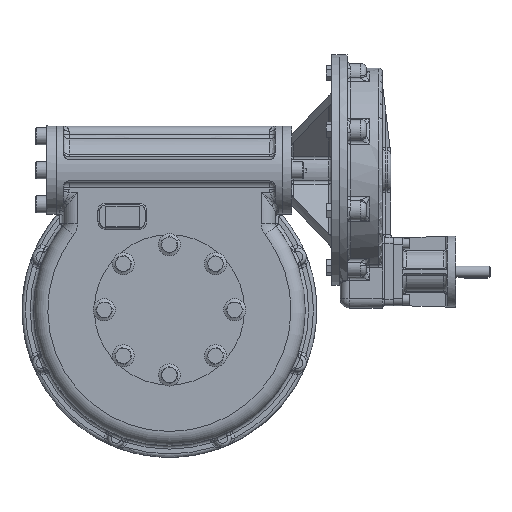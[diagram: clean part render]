
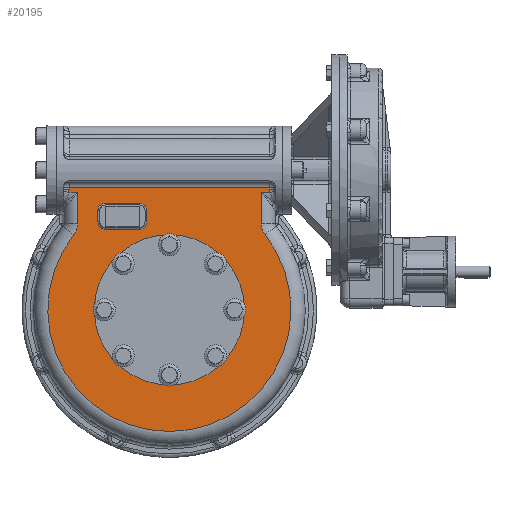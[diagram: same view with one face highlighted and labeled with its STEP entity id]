
A CAD part, top view. The second image highlights one B-rep face of the part: STEP entity #20195.
In plain terms, the highlighted planar face has unit normal (0, 0, 1).
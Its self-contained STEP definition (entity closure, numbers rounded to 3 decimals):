
#716=B_SPLINE_CURVE_WITH_KNOTS('',3,(#48071,#48072,#48073,#48074),
 .UNSPECIFIED.,.F.,.F.,(4,4),(0.,0.006),.UNSPECIFIED.);
#717=B_SPLINE_CURVE_WITH_KNOTS('',3,(#48141,#48142,#48143,#48144),
 .UNSPECIFIED.,.F.,.F.,(4,4),(0.,0.006),.UNSPECIFIED.);
#1639=LINE('',#48080,#2438);
#1642=LINE('',#48091,#2441);
#1644=LINE('',#48101,#2443);
#1645=LINE('',#48230,#2444);
#1648=LINE('',#48252,#2447);
#1649=LINE('',#48257,#2448);
#1651=LINE('',#48272,#2450);
#1675=LINE('',#50981,#2474);
#1676=LINE('',#50982,#2475);
#1677=LINE('',#50990,#2476);
#1678=LINE('',#50991,#2477);
#2438=VECTOR('',#26377,1000.);
#2441=VECTOR('',#26390,1000.);
#2443=VECTOR('',#26402,1000.);
#2444=VECTOR('',#26413,1000.);
#2447=VECTOR('',#26438,1000.);
#2448=VECTOR('',#26443,1000.);
#2450=VECTOR('',#26463,1000.);
#2474=VECTOR('',#26607,1000.);
#2475=VECTOR('',#26608,1000.);
#2476=VECTOR('',#26615,1000.);
#2477=VECTOR('',#26616,1000.);
#2925=PLANE('',#22255);
#6988=ORIENTED_EDGE('',*,*,#9808,.T.);
#6989=ORIENTED_EDGE('',*,*,#10231,.T.);
#6990=ORIENTED_EDGE('',*,*,#10226,.T.);
#6991=ORIENTED_EDGE('',*,*,#10233,.T.);
#6992=ORIENTED_EDGE('',*,*,#10239,.T.);
#6993=ORIENTED_EDGE('',*,*,#10245,.T.);
#6994=ORIENTED_EDGE('',*,*,#10247,.T.);
#6995=ORIENTED_EDGE('',*,*,#10243,.T.);
#6996=ORIENTED_EDGE('',*,*,#10237,.T.);
#6997=ORIENTED_EDGE('',*,*,#10219,.T.);
#6998=ORIENTED_EDGE('',*,*,#10221,.T.);
#6999=ORIENTED_EDGE('',*,*,#10342,.T.);
#7000=ORIENTED_EDGE('',*,*,#10343,.T.);
#7001=ORIENTED_EDGE('',*,*,#10344,.T.);
#7002=ORIENTED_EDGE('',*,*,#10345,.T.);
#7003=ORIENTED_EDGE('',*,*,#10346,.T.);
#7004=ORIENTED_EDGE('',*,*,#10347,.T.);
#7005=ORIENTED_EDGE('',*,*,#10348,.T.);
#7006=ORIENTED_EDGE('',*,*,#10205,.T.);
#7007=ORIENTED_EDGE('',*,*,#10208,.T.);
#7008=ORIENTED_EDGE('',*,*,#10214,.T.);
#9808=EDGE_CURVE('',#11952,#11952,#13343,.F.);
#10205=EDGE_CURVE('',#12183,#12186,#716,.T.);
#10208=EDGE_CURVE('',#12186,#12188,#1639,.T.);
#10214=EDGE_CURVE('',#12188,#12191,#1642,.F.);
#10219=EDGE_CURVE('',#12191,#12194,#1644,.T.);
#10221=EDGE_CURVE('',#12194,#12196,#717,.T.);
#10226=EDGE_CURVE('',#12200,#12199,#1645,.F.);
#10231=EDGE_CURVE('',#12202,#12200,#13601,.F.);
#10233=EDGE_CURVE('',#12199,#12205,#13603,.F.);
#10237=EDGE_CURVE('',#12206,#12202,#1648,.F.);
#10239=EDGE_CURVE('',#12205,#12209,#1649,.F.);
#10243=EDGE_CURVE('',#12210,#12206,#13609,.F.);
#10245=EDGE_CURVE('',#12209,#12213,#13611,.F.);
#10247=EDGE_CURVE('',#12213,#12210,#1651,.F.);
#10342=EDGE_CURVE('',#12196,#12155,#1675,.T.);
#10343=EDGE_CURVE('',#12155,#12261,#1676,.F.);
#10344=EDGE_CURVE('',#12261,#12262,#13639,.F.);
#10345=EDGE_CURVE('',#12262,#12263,#13640,.T.);
#10346=EDGE_CURVE('',#12263,#12264,#13641,.F.);
#10347=EDGE_CURVE('',#12264,#12127,#1677,.F.);
#10348=EDGE_CURVE('',#12127,#12183,#1678,.F.);
#11952=VERTEX_POINT('',#43188);
#12127=VERTEX_POINT('',#47031);
#12155=VERTEX_POINT('',#47765);
#12183=VERTEX_POINT('',#48021);
#12186=VERTEX_POINT('',#48070);
#12188=VERTEX_POINT('',#48079);
#12191=VERTEX_POINT('',#48090);
#12194=VERTEX_POINT('',#48100);
#12196=VERTEX_POINT('',#48140);
#12199=VERTEX_POINT('',#48229);
#12200=VERTEX_POINT('',#48231);
#12202=VERTEX_POINT('',#48237);
#12205=VERTEX_POINT('',#48244);
#12206=VERTEX_POINT('',#48249);
#12209=VERTEX_POINT('',#48256);
#12210=VERTEX_POINT('',#48261);
#12213=VERTEX_POINT('',#48268);
#12261=VERTEX_POINT('',#50983);
#12262=VERTEX_POINT('',#50985);
#12263=VERTEX_POINT('',#50987);
#12264=VERTEX_POINT('',#50989);
#13343=CIRCLE('',#21796,131.25);
#13601=CIRCLE('',#22178,13.);
#13603=CIRCLE('',#22181,13.);
#13609=CIRCLE('',#22190,13.);
#13611=CIRCLE('',#22193,13.);
#13639=CIRCLE('',#22256,31.);
#13640=CIRCLE('',#22257,214.5);
#13641=CIRCLE('',#22258,31.);
#14788=EDGE_LOOP('',(#6988));
#14789=EDGE_LOOP('',(#6989,#6990,#6991,#6992,#6993,#6994,#6995,#6996));
#14790=EDGE_LOOP('',(#6997,#6998,#6999,#7000,#7001,#7002,#7003,#7004,#7005,
#7006,#7007,#7008));
#16130=FACE_BOUND('',#14788,.T.);
#16131=FACE_BOUND('',#14789,.T.);
#16132=FACE_BOUND('',#14790,.T.);
#20195=ADVANCED_FACE('',(#16130,#16131,#16132),#2925,.T.);
#21796=AXIS2_PLACEMENT_3D('',#43187,#25616,#25617);
#22178=AXIS2_PLACEMENT_3D('',#48240,#26423,#26424);
#22181=AXIS2_PLACEMENT_3D('',#48245,#26429,#26430);
#22190=AXIS2_PLACEMENT_3D('',#48264,#26451,#26452);
#22193=AXIS2_PLACEMENT_3D('',#48269,#26457,#26458);
#22255=AXIS2_PLACEMENT_3D('',#50980,#26605,#26606);
#22256=AXIS2_PLACEMENT_3D('',#50984,#26609,#26610);
#22257=AXIS2_PLACEMENT_3D('',#50986,#26611,#26612);
#22258=AXIS2_PLACEMENT_3D('',#50988,#26613,#26614);
#25616=DIRECTION('',(0.,0.,1.));
#25617=DIRECTION('',(1.,0.,0.));
#26377=DIRECTION('',(0.,1.,0.));
#26390=DIRECTION('',(1.,0.,0.));
#26402=DIRECTION('',(0.,-1.,0.));
#26413=DIRECTION('',(-1.,0.,0.));
#26423=DIRECTION('',(0.,0.,1.));
#26424=DIRECTION('',(1.,0.,0.));
#26429=DIRECTION('',(0.,0.,1.));
#26430=DIRECTION('',(1.,0.,0.));
#26438=DIRECTION('',(0.,-1.,0.));
#26443=DIRECTION('',(0.,1.,0.));
#26451=DIRECTION('',(0.,0.,1.));
#26452=DIRECTION('',(1.,0.,0.));
#26457=DIRECTION('',(0.,0.,1.));
#26458=DIRECTION('',(1.,0.,0.));
#26463=DIRECTION('',(1.,0.,0.));
#26605=DIRECTION('',(0.,0.,1.));
#26606=DIRECTION('',(1.,0.,0.));
#26607=DIRECTION('',(1.,0.,0.));
#26608=DIRECTION('',(0.,1.,0.));
#26609=DIRECTION('',(0.,0.,1.));
#26610=DIRECTION('',(1.,0.,0.));
#26611=DIRECTION('',(0.,0.,1.));
#26612=DIRECTION('',(1.,0.,0.));
#26613=DIRECTION('',(0.,0.,1.));
#26614=DIRECTION('',(1.,0.,0.));
#26615=DIRECTION('',(0.,-1.,0.));
#26616=DIRECTION('',(-1.,0.,0.));
#43187=CARTESIAN_POINT('',(0.,0.,60.));
#43188=CARTESIAN_POINT('',(131.25,0.,60.));
#47031=CARTESIAN_POINT('',(162.,207.249,60.));
#47765=CARTESIAN_POINT('',(-162.,207.249,60.));
#48021=CARTESIAN_POINT('',(177.37,207.249,60.));
#48070=CARTESIAN_POINT('',(177.,213.12,60.));
#48071=CARTESIAN_POINT('',(177.37,207.249,60.));
#48072=CARTESIAN_POINT('',(177.104,209.197,60.));
#48073=CARTESIAN_POINT('',(177.,211.155,60.));
#48074=CARTESIAN_POINT('',(177.,213.12,60.));
#48079=CARTESIAN_POINT('',(177.,215.651,60.));
#48080=CARTESIAN_POINT('',(177.,212.972,60.));
#48090=CARTESIAN_POINT('',(-177.,215.651,60.));
#48091=CARTESIAN_POINT('',(-177.,215.651,60.));
#48100=CARTESIAN_POINT('',(-177.,213.12,60.));
#48101=CARTESIAN_POINT('',(-177.,207.249,60.));
#48140=CARTESIAN_POINT('',(-177.37,207.249,60.));
#48141=CARTESIAN_POINT('',(-177.,213.12,60.));
#48142=CARTESIAN_POINT('',(-177.,211.155,60.));
#48143=CARTESIAN_POINT('',(-177.104,209.197,60.));
#48144=CARTESIAN_POINT('',(-177.37,207.249,60.));
#48229=CARTESIAN_POINT('',(-53.,188.,60.));
#48230=CARTESIAN_POINT('',(0.,188.,60.));
#48231=CARTESIAN_POINT('',(-113.,188.,60.));
#48237=CARTESIAN_POINT('',(-126.,175.,60.));
#48240=CARTESIAN_POINT('',(-113.,175.,60.));
#48244=CARTESIAN_POINT('',(-40.,175.,60.));
#48245=CARTESIAN_POINT('',(-53.,175.,60.));
#48249=CARTESIAN_POINT('',(-126.,155.,60.));
#48252=CARTESIAN_POINT('',(-126.,239.5,60.));
#48256=CARTESIAN_POINT('',(-40.,155.,60.));
#48257=CARTESIAN_POINT('',(-40.,239.5,60.));
#48261=CARTESIAN_POINT('',(-113.,142.,60.));
#48264=CARTESIAN_POINT('',(-113.,155.,60.));
#48268=CARTESIAN_POINT('',(-53.,142.,60.));
#48269=CARTESIAN_POINT('',(-53.,155.,60.));
#48272=CARTESIAN_POINT('',(0.,142.,60.));
#50980=CARTESIAN_POINT('',(0.,239.5,60.));
#50981=CARTESIAN_POINT('',(0.,207.249,60.));
#50982=CARTESIAN_POINT('',(-162.,151.728,60.));
#50983=CARTESIAN_POINT('',(-162.,151.728,60.));
#50984=CARTESIAN_POINT('',(-193.,151.728,60.));
#50985=CARTESIAN_POINT('',(-168.629,132.568,60.));
#50986=CARTESIAN_POINT('',(0.,0.,60.));
#50987=CARTESIAN_POINT('',(168.629,132.568,60.));
#50988=CARTESIAN_POINT('',(193.,151.728,60.));
#50989=CARTESIAN_POINT('',(162.,151.728,60.));
#50990=CARTESIAN_POINT('',(162.,246.38,60.));
#50991=CARTESIAN_POINT('',(0.,207.249,60.));
